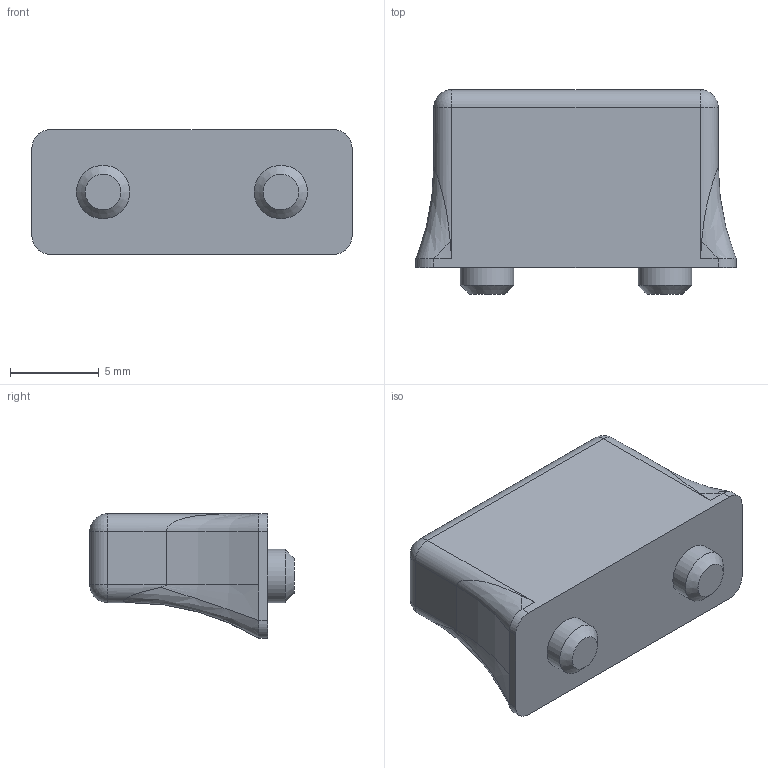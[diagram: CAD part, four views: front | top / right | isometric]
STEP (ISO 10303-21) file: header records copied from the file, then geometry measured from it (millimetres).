
FILE_DESCRIPTION(/* description */ (''),/* implementation_level */ '2;1');
FILE_NAME(/* name */ 'RFVplotter-PenLifterServoPushBlock.step',/* time_stamp */ '2022-10-01T14:00:54+02:00',/* author */ (''),/* organization */ (''),/* preprocessor_version */ 'ST-DEVELOPER v19',/* originating_system */ 'Autodesk Translation Framework v11.7.0.108',/* authorisation */ '');
FILE_SCHEMA (('AUTOMOTIVE_DESIGN { 1 0 10303 214 3 1 1 }'));
Length unit declared in the file: millimetre
Products named in the file (1): RFVplotter-PenLifterServoPushBlock
Bounding box: 18 x 11.5 x 7 mm (x, y, z)
Volume: 921.8 mm3; surface area: 640.1 mm2
Topology: 1 solids, 1 shells, 44 faces, 94 edges, 52 vertices
Faces by surface type: cylinder 17, plane 11, bspline 10, sphere 4, cone 2
Full cylindrical faces by diameter (mm): 3 x2
Entity records: 1410 total; most frequent: CARTESIAN_POINT 459, DIRECTION 190, ORIENTED_EDGE 184, EDGE_CURVE 92, AXIS2_PLACEMENT_3D 73, VERTEX_POINT 52, EDGE_LOOP 46, FACE_OUTER_BOUND 44
